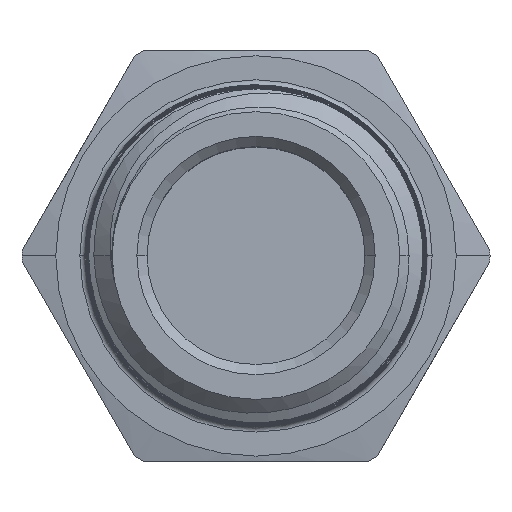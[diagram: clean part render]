
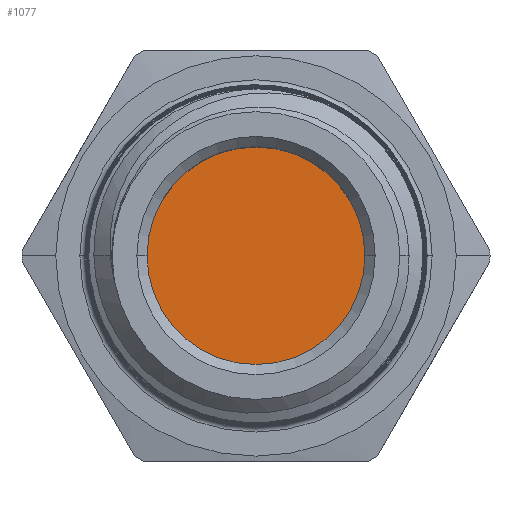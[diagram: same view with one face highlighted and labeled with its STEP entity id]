
A CAD part, top view. The second image highlights one B-rep face of the part: STEP entity #1077.
In plain terms, the highlighted face is planar.
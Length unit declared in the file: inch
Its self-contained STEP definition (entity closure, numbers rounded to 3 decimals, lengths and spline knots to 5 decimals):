
#127 = CIRCLE ( 'NONE', #2828, 0.25 ) ;
#144 = CIRCLE ( 'NONE', #2838, 0.25 ) ;
#712 = VERTEX_POINT ( 'NONE', #3281 ) ;
#715 = VERTEX_POINT ( 'NONE', #3237 ) ;
#724 = ORIENTED_EDGE ( 'NONE', *, *, #2306, .T. ) ;
#725 = ORIENTED_EDGE ( 'NONE', *, *, #2293, .T. ) ;
#741 = EDGE_LOOP ( 'NONE', ( #724, #725 ) ) ;
#873 = FACE_OUTER_BOUND ( 'NONE', #741, .T. ) ;
#1077 = ADVANCED_FACE ( 'NONE', ( #873 ), #3262, .F. ) ;
#2108 = CARTESIAN_POINT ( 'NONE',  ( 0., 0., 0. ) ) ;
#2109 = DIRECTION ( 'NONE',  ( 0., 0., -1. ) ) ;
#2110 = DIRECTION ( 'NONE',  ( 1., 0., 0. ) ) ;
#2142 = CARTESIAN_POINT ( 'NONE',  ( 0., 0., 0. ) ) ;
#2143 = DIRECTION ( 'NONE',  ( 0., 0., -1. ) ) ;
#2144 = DIRECTION ( 'NONE',  ( 1., 0., 0. ) ) ;
#2293 = EDGE_CURVE ( 'NONE', #715, #712, #127, .T. ) ;
#2306 = EDGE_CURVE ( 'NONE', #712, #715, #144, .T. ) ;
#2768 = AXIS2_PLACEMENT_3D ( 'NONE', #3304, #3310, #3311 ) ;
#2828 = AXIS2_PLACEMENT_3D ( 'NONE', #2108, #2109, #2110 ) ;
#2838 = AXIS2_PLACEMENT_3D ( 'NONE', #2142, #2143, #2144 ) ;
#3237 = CARTESIAN_POINT ( 'NONE',  ( -0.25, 0., 0. ) ) ;
#3262 = PLANE ( 'NONE',  #2768 ) ;
#3281 = CARTESIAN_POINT ( 'NONE',  ( 0.25, 0., 0. ) ) ;
#3304 = CARTESIAN_POINT ( 'NONE',  ( 0., 0., 0. ) ) ;
#3310 = DIRECTION ( 'NONE',  ( 0., 0., 1. ) ) ;
#3311 = DIRECTION ( 'NONE',  ( 1., 0., 0. ) ) ;
